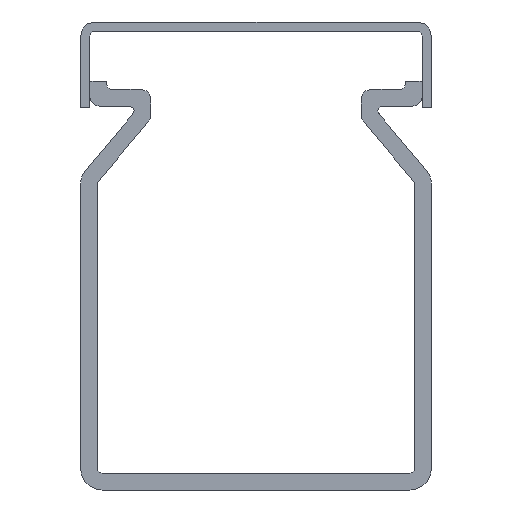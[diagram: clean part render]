
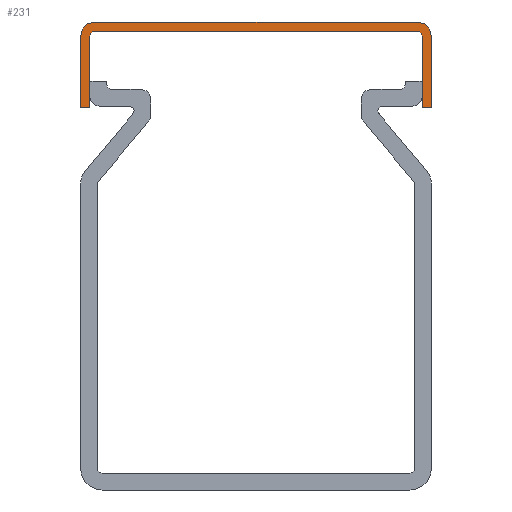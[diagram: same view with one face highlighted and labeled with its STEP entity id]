
A CAD part, left-side view. The second image highlights one B-rep face of the part: STEP entity #231.
In plain terms, the highlighted planar face has unit normal (-1, 0, 0).
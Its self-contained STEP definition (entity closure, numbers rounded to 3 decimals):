
#10 = CARTESIAN_POINT ( 'NONE',  ( 0., 19.25, 65.942 ) ) ;
#16 = CARTESIAN_POINT ( 'NONE',  ( 0., 19.25, 61.099 ) ) ;
#36 = VECTOR ( 'NONE', #2417, 1000. ) ;
#44 = VERTEX_POINT ( 'NONE', #2247 ) ;
#62 = AXIS2_PLACEMENT_3D ( 'NONE', #256, #1277, #2149 ) ;
#80 = ORIENTED_EDGE ( 'NONE', *, *, #1195, .T. ) ;
#85 = EDGE_CURVE ( 'NONE', #134, #1415, #2158, .T. ) ;
#134 = VERTEX_POINT ( 'NONE', #424 ) ;
#161 = CARTESIAN_POINT ( 'NONE',  ( 0., 19.25, 65.942 ) ) ;
#170 = VERTEX_POINT ( 'NONE', #10 ) ;
#191 = DIRECTION ( 'NONE',  ( 0., -1., 0. ) ) ;
#222 = LINE ( 'NONE', #357, #1931 ) ;
#231 = ADVANCED_FACE ( 'NONE', ( #2669 ), #1950, .T. ) ;
#248 = ORIENTED_EDGE ( 'NONE', *, *, #85, .T. ) ;
#256 = CARTESIAN_POINT ( 'NONE',  ( 0., 17.75, 73.566 ) ) ;
#300 = EDGE_CURVE ( 'NONE', #971, #2106, #2021, .T. ) ;
#357 = CARTESIAN_POINT ( 'NONE',  ( 0., 18.25, 61.099 ) ) ;
#424 = CARTESIAN_POINT ( 'NONE',  ( 0., -17.25, 65.942 ) ) ;
#525 = ORIENTED_EDGE ( 'NONE', *, *, #1996, .T. ) ;
#528 = DIRECTION ( 'NONE',  ( -1., 0., 0. ) ) ;
#556 = EDGE_CURVE ( 'NONE', #170, #2205, #1851, .T. ) ;
#585 = EDGE_CURVE ( 'NONE', #2205, #695, #222, .T. ) ;
#598 = CARTESIAN_POINT ( 'NONE',  ( 0., 18.25, 65.942 ) ) ;
#618 = DIRECTION ( 'NONE',  ( 0., 0., 1. ) ) ;
#630 = CARTESIAN_POINT ( 'NONE',  ( 0., 19.25, 73.566 ) ) ;
#641 = DIRECTION ( 'NONE',  ( 0., -1., 0. ) ) ;
#684 = DIRECTION ( 'NONE',  ( 0., 0., -1. ) ) ;
#695 = VERTEX_POINT ( 'NONE', #2589 ) ;
#702 = VERTEX_POINT ( 'NONE', #1329 ) ;
#735 = ORIENTED_EDGE ( 'NONE', *, *, #883, .T. ) ;
#737 = CARTESIAN_POINT ( 'NONE',  ( 0., -7.978, 61.099 ) ) ;
#759 = CIRCLE ( 'NONE', #1458, 1.5 ) ;
#773 = VECTOR ( 'NONE', #191, 1000. ) ;
#818 = VERTEX_POINT ( 'NONE', #1479 ) ;
#837 = DIRECTION ( 'NONE',  ( -1., 0., 0. ) ) ;
#865 = LINE ( 'NONE', #2707, #1353 ) ;
#883 = EDGE_CURVE ( 'NONE', #1415, #702, #1147, .T. ) ;
#921 = CARTESIAN_POINT ( 'NONE',  ( 0., -18.25, 61.099 ) ) ;
#958 = ORIENTED_EDGE ( 'NONE', *, *, #300, .T. ) ;
#963 = AXIS2_PLACEMENT_3D ( 'NONE', #2166, #837, #1696 ) ;
#971 = VERTEX_POINT ( 'NONE', #1585 ) ;
#1021 = DIRECTION ( 'NONE',  ( 0., -1., 0. ) ) ;
#1050 = ORIENTED_EDGE ( 'NONE', *, *, #1946, .T. ) ;
#1068 = VECTOR ( 'NONE', #1021, 1000. ) ;
#1097 = LINE ( 'NONE', #16, #1587 ) ;
#1120 = EDGE_CURVE ( 'NONE', #2106, #134, #2454, .T. ) ;
#1130 = LINE ( 'NONE', #2296, #2690 ) ;
#1147 = LINE ( 'NONE', #921, #36 ) ;
#1156 = DIRECTION ( 'NONE',  ( 0., 0., -1. ) ) ;
#1195 = EDGE_CURVE ( 'NONE', #818, #2627, #2397, .T. ) ;
#1230 = CARTESIAN_POINT ( 'NONE',  ( 0., 17.75, 74.066 ) ) ;
#1277 = DIRECTION ( 'NONE',  ( 1., 0., 0. ) ) ;
#1284 = EDGE_LOOP ( 'NONE', ( #248, #735, #2620, #1951, #80, #525, #2100, #2654, #1050, #2724, #958, #2650 ) ) ;
#1302 = CARTESIAN_POINT ( 'NONE',  ( 0., -17.25, 61.099 ) ) ;
#1313 = VECTOR ( 'NONE', #2255, 1000. ) ;
#1329 = CARTESIAN_POINT ( 'NONE',  ( 0., -18.25, 73.566 ) ) ;
#1348 = CARTESIAN_POINT ( 'NONE',  ( 0., -18.25, 65.942 ) ) ;
#1353 = VECTOR ( 'NONE', #641, 1000. ) ;
#1363 = CARTESIAN_POINT ( 'NONE',  ( 0., -16.75, 73.566 ) ) ;
#1415 = VERTEX_POINT ( 'NONE', #1348 ) ;
#1441 = CARTESIAN_POINT ( 'NONE',  ( 0., 19.25, 65.942 ) ) ;
#1458 = AXIS2_PLACEMENT_3D ( 'NONE', #1363, #2256, #2049 ) ;
#1479 = CARTESIAN_POINT ( 'NONE',  ( 0., 17.75, 75.066 ) ) ;
#1544 = EDGE_CURVE ( 'NONE', #2338, #971, #1130, .T. ) ;
#1585 = CARTESIAN_POINT ( 'NONE',  ( 0., -16.75, 74.066 ) ) ;
#1587 = VECTOR ( 'NONE', #1156, 1000. ) ;
#1659 = CIRCLE ( 'NONE', #62, 0.5 ) ;
#1696 = DIRECTION ( 'NONE',  ( 0., 0., -1. ) ) ;
#1731 = AXIS2_PLACEMENT_3D ( 'NONE', #737, #528, #1816 ) ;
#1766 = EDGE_CURVE ( 'NONE', #818, #44, #865, .T. ) ;
#1816 = DIRECTION ( 'NONE',  ( 0., 0., 1. ) ) ;
#1851 = LINE ( 'NONE', #161, #773 ) ;
#1931 = VECTOR ( 'NONE', #618, 1000. ) ;
#1946 = EDGE_CURVE ( 'NONE', #695, #2338, #1659, .T. ) ;
#1950 = PLANE ( 'NONE',  #1731 ) ;
#1951 = ORIENTED_EDGE ( 'NONE', *, *, #1766, .F. ) ;
#1964 = AXIS2_PLACEMENT_3D ( 'NONE', #2183, #2582, #684 ) ;
#1977 = EDGE_CURVE ( 'NONE', #44, #702, #759, .T. ) ;
#1996 = EDGE_CURVE ( 'NONE', #2627, #170, #1097, .T. ) ;
#2021 = CIRCLE ( 'NONE', #1964, 0.5 ) ;
#2049 = DIRECTION ( 'NONE',  ( 0., 0., -1. ) ) ;
#2100 = ORIENTED_EDGE ( 'NONE', *, *, #556, .T. ) ;
#2106 = VERTEX_POINT ( 'NONE', #2483 ) ;
#2149 = DIRECTION ( 'NONE',  ( 0., 0., -1. ) ) ;
#2158 = LINE ( 'NONE', #1441, #1068 ) ;
#2166 = CARTESIAN_POINT ( 'NONE',  ( 0., 17.75, 73.566 ) ) ;
#2183 = CARTESIAN_POINT ( 'NONE',  ( 0., -16.75, 73.566 ) ) ;
#2205 = VERTEX_POINT ( 'NONE', #598 ) ;
#2247 = CARTESIAN_POINT ( 'NONE',  ( 0., -16.75, 75.066 ) ) ;
#2255 = DIRECTION ( 'NONE',  ( 0., 0., -1. ) ) ;
#2256 = DIRECTION ( 'NONE',  ( 1., 0., 0. ) ) ;
#2287 = DIRECTION ( 'NONE',  ( 0., -1., 0. ) ) ;
#2296 = CARTESIAN_POINT ( 'NONE',  ( 0., -7.978, 74.066 ) ) ;
#2338 = VERTEX_POINT ( 'NONE', #1230 ) ;
#2397 = CIRCLE ( 'NONE', #963, 1.5 ) ;
#2417 = DIRECTION ( 'NONE',  ( 0., 0., 1. ) ) ;
#2454 = LINE ( 'NONE', #1302, #1313 ) ;
#2483 = CARTESIAN_POINT ( 'NONE',  ( 0., -17.25, 73.566 ) ) ;
#2582 = DIRECTION ( 'NONE',  ( 1., 0., 0. ) ) ;
#2589 = CARTESIAN_POINT ( 'NONE',  ( 0., 18.25, 73.566 ) ) ;
#2620 = ORIENTED_EDGE ( 'NONE', *, *, #1977, .F. ) ;
#2627 = VERTEX_POINT ( 'NONE', #630 ) ;
#2650 = ORIENTED_EDGE ( 'NONE', *, *, #1120, .T. ) ;
#2654 = ORIENTED_EDGE ( 'NONE', *, *, #585, .T. ) ;
#2669 = FACE_OUTER_BOUND ( 'NONE', #1284, .T. ) ;
#2690 = VECTOR ( 'NONE', #2287, 1000. ) ;
#2707 = CARTESIAN_POINT ( 'NONE',  ( 0., 11.5, 75.066 ) ) ;
#2724 = ORIENTED_EDGE ( 'NONE', *, *, #1544, .T. ) ;
